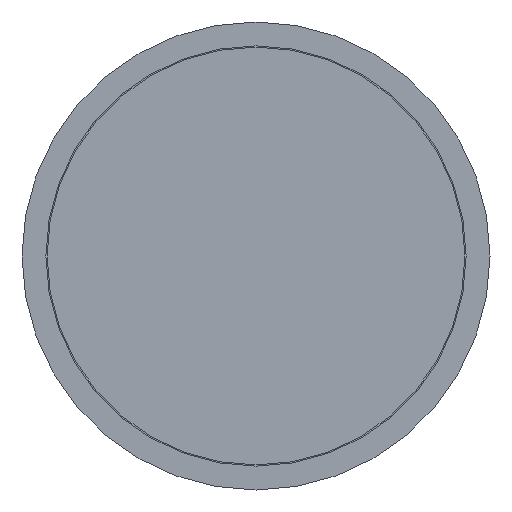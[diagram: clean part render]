
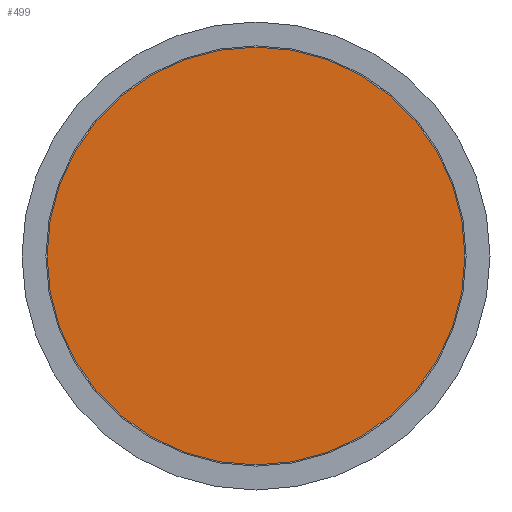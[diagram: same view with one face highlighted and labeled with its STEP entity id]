
A CAD part, front view. The second image highlights one B-rep face of the part: STEP entity #499.
In plain terms, the highlighted planar face has unit normal (0, -1, 0).
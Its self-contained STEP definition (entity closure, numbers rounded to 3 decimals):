
#47 = DIRECTION ( 'NONE',  ( 0., -1., 0. ) ) ;
#89 = FACE_OUTER_BOUND ( 'NONE', #869, .T. ) ;
#164 = CARTESIAN_POINT ( 'NONE',  ( -43.75, 0., 0. ) ) ;
#170 = DIRECTION ( 'NONE',  ( 0., 0., 1. ) ) ;
#195 = CARTESIAN_POINT ( 'NONE',  ( 0., 0., 0. ) ) ;
#228 = EDGE_CURVE ( 'NONE', #893, #893, #880, .T. ) ;
#245 = AXIS2_PLACEMENT_3D ( 'NONE', #164, #476, #170 ) ;
#266 = AXIS2_PLACEMENT_3D ( 'NONE', #195, #47, #791 ) ;
#347 = CARTESIAN_POINT ( 'NONE',  ( 0., 0., -43.75 ) ) ;
#476 = DIRECTION ( 'NONE',  ( 0., 1., 0. ) ) ;
#499 = ADVANCED_FACE ( 'NONE', ( #89 ), #532, .F. ) ;
#532 = PLANE ( 'NONE',  #245 ) ;
#791 = DIRECTION ( 'NONE',  ( 0., 0., -1. ) ) ;
#869 = EDGE_LOOP ( 'NONE', ( #879 ) ) ;
#879 = ORIENTED_EDGE ( 'NONE', *, *, #228, .T. ) ;
#880 = CIRCLE ( 'NONE', #266, 43.75 ) ;
#893 = VERTEX_POINT ( 'NONE', #347 ) ;
